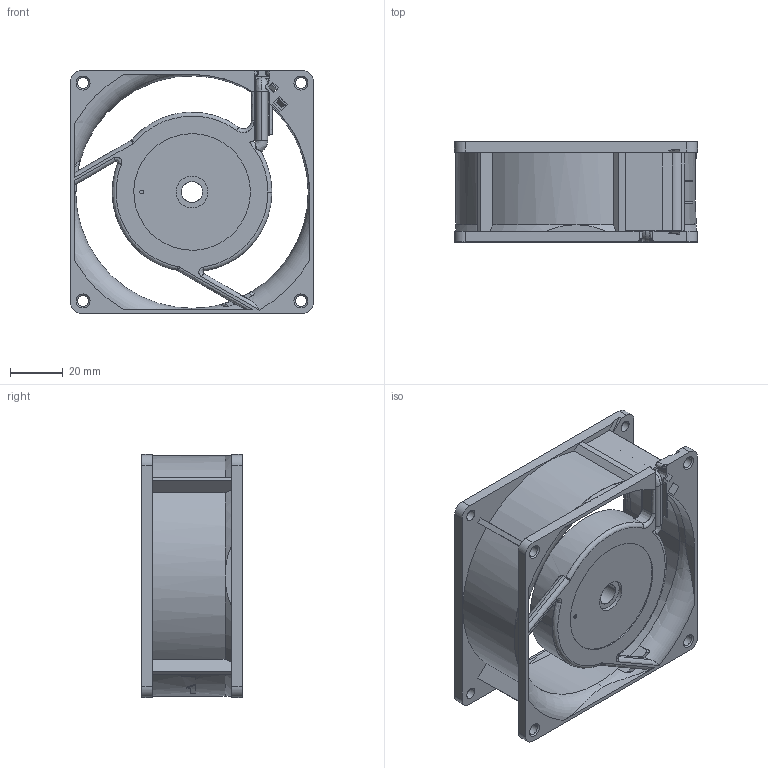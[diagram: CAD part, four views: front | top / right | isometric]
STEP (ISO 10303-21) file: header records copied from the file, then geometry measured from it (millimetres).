
FILE_DESCRIPTION (( 'STEP AP203' ), '1' );
FILE_NAME ('OA938 Frame Only.stp', '2020-08-18T17:06:58', ( '' ), ( '' ), 'SwSTEP 2.0', 'SolidWorks 2018', '' );
FILE_SCHEMA (( 'CONFIG_CONTROL_DESIGN' ));
Products named in the file (1): OA938 Frame Only
Bounding box: 92 x 38 x 92 mm (x, y, z)
Volume: 42290.4 mm3; surface area: 48544.6 mm2
Topology: 3 solids, 3 shells, 554 faces, 2728 edges, 2183 vertices
Faces by surface type: plane 277, bspline 272, torus 5
Entity records: 44303 total; most frequent: CARTESIAN_POINT 26912, ORIENTED_EDGE 5436, EDGE_CURVE 2718, VERTEX_POINT 2183, B_SPLINE_CURVE_WITH_KNOTS 1548, DIRECTION 1420, LINE 738, VECTOR 738
